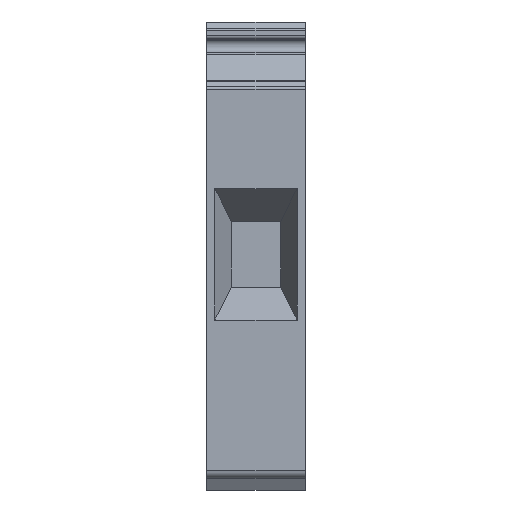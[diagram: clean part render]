
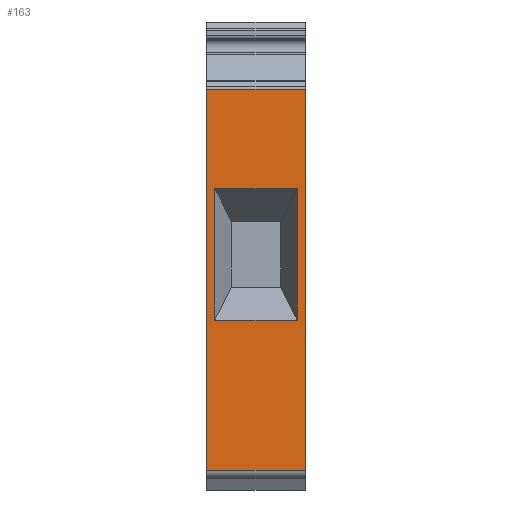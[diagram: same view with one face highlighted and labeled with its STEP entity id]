
A CAD part, left-side view. The second image highlights one B-rep face of the part: STEP entity #163.
In plain terms, the highlighted planar face has unit normal (-1, 0, 0).
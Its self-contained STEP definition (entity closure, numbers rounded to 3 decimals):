
#163 = ADVANCED_FACE( '', ( #403, #404 ), #405, .T. );
#403 = FACE_OUTER_BOUND( '', #720, .T. );
#404 = FACE_BOUND( '', #721, .T. );
#405 = PLANE( '', #722 );
#720 = EDGE_LOOP( '', ( #1189, #1190, #1191, #1192 ) );
#721 = EDGE_LOOP( '', ( #1193, #1194, #1195, #1196 ) );
#722 = AXIS2_PLACEMENT_3D( '', #1197, #1198, #1199 );
#1189 = ORIENTED_EDGE( '', *, *, #2066, .F. );
#1190 = ORIENTED_EDGE( '', *, *, #1926, .F. );
#1191 = ORIENTED_EDGE( '', *, *, #2042, .T. );
#1192 = ORIENTED_EDGE( '', *, *, #2067, .T. );
#1193 = ORIENTED_EDGE( '', *, *, #2068, .T. );
#1194 = ORIENTED_EDGE( '', *, *, #2062, .T. );
#1195 = ORIENTED_EDGE( '', *, *, #2069, .T. );
#1196 = ORIENTED_EDGE( '', *, *, #2070, .T. );
#1197 = CARTESIAN_POINT( '', ( -13.5, 12., -3.954 ) );
#1198 = DIRECTION( '', ( -1., 0., 0. ) );
#1199 = DIRECTION( '', ( 0., 0., 1. ) );
#1926 = EDGE_CURVE( '', #2304, #2300, #2306, .T. );
#2042 = EDGE_CURVE( '', #2304, #2517, #2519, .T. );
#2062 = EDGE_CURVE( '', #2549, #2546, #2550, .F. );
#2066 = EDGE_CURVE( '', #2300, #2555, #2556, .T. );
#2067 = EDGE_CURVE( '', #2517, #2555, #2557, .T. );
#2068 = EDGE_CURVE( '', #2558, #2549, #2559, .F. );
#2069 = EDGE_CURVE( '', #2546, #2560, #2561, .F. );
#2070 = EDGE_CURVE( '', #2560, #2558, #2562, .F. );
#2300 = VERTEX_POINT( '', #2853 );
#2304 = VERTEX_POINT( '', #2858 );
#2306 = LINE( '', #2860, #2861 );
#2517 = VERTEX_POINT( '', #3157 );
#2519 = LINE( '', #3159, #3160 );
#2546 = VERTEX_POINT( '', #3199 );
#2549 = VERTEX_POINT( '', #3203 );
#2550 = LINE( '', #3204, #3205 );
#2555 = VERTEX_POINT( '', #3212 );
#2556 = LINE( '', #3213, #3214 );
#2557 = LINE( '', #3215, #3216 );
#2558 = VERTEX_POINT( '', #3217 );
#2559 = LINE( '', #3218, #3219 );
#2560 = VERTEX_POINT( '', #3220 );
#2561 = LINE( '', #3221, #3222 );
#2562 = LINE( '', #3223, #3224 );
#2853 = CARTESIAN_POINT( '', ( -13.5, 6., 10.1 ) );
#2858 = CARTESIAN_POINT( '', ( -13.5, 12., 10.1 ) );
#2860 = CARTESIAN_POINT( '', ( -13.5, 12., 10.1 ) );
#2861 = VECTOR( '', #3644, 1000. );
#3157 = CARTESIAN_POINT( '', ( -13.5, 12., -13.093 ) );
#3159 = CARTESIAN_POINT( '', ( -13.5, 12., 10.1 ) );
#3160 = VECTOR( '', #3823, 1000. );
#3199 = CARTESIAN_POINT( '', ( -13.5, 6.5, -3.954 ) );
#3203 = CARTESIAN_POINT( '', ( -13.5, 6.5, 4.046 ) );
#3204 = CARTESIAN_POINT( '', ( -13.5, 6.5, -3.954 ) );
#3205 = VECTOR( '', #3840, 1000. );
#3212 = CARTESIAN_POINT( '', ( -13.5, 6., -13.093 ) );
#3213 = CARTESIAN_POINT( '', ( -13.5, 6., -3.954 ) );
#3214 = VECTOR( '', #3843, 1000. );
#3215 = CARTESIAN_POINT( '', ( -13.5, 12., -13.093 ) );
#3216 = VECTOR( '', #3844, 1000. );
#3217 = CARTESIAN_POINT( '', ( -13.5, 11.5, 4.046 ) );
#3218 = CARTESIAN_POINT( '', ( -13.5, 6.5, 4.046 ) );
#3219 = VECTOR( '', #3845, 1000. );
#3220 = CARTESIAN_POINT( '', ( -13.5, 11.5, -3.954 ) );
#3221 = CARTESIAN_POINT( '', ( -13.5, 11.5, -3.954 ) );
#3222 = VECTOR( '', #3846, 1000. );
#3223 = CARTESIAN_POINT( '', ( -13.5, 11.5, 4.046 ) );
#3224 = VECTOR( '', #3847, 1000. );
#3644 = DIRECTION( '', ( 0., -1., 0. ) );
#3823 = DIRECTION( '', ( 0., 0., -1. ) );
#3840 = DIRECTION( '', ( 0., 0., 1. ) );
#3843 = DIRECTION( '', ( 0., 0., -1. ) );
#3844 = DIRECTION( '', ( 0., -1., 0. ) );
#3845 = DIRECTION( '', ( 0., 1., 0. ) );
#3846 = DIRECTION( '', ( 0., -1., 0. ) );
#3847 = DIRECTION( '', ( 0., 0., -1. ) );
